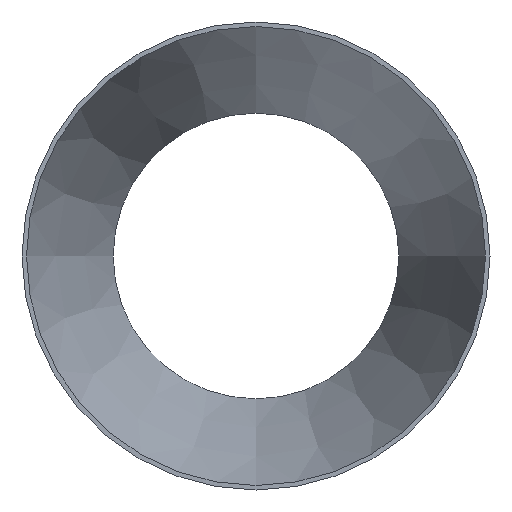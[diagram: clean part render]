
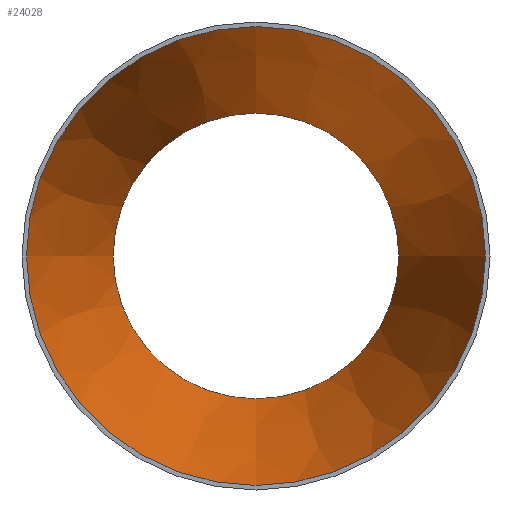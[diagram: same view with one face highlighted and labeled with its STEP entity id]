
A CAD part, front view. The second image highlights one B-rep face of the part: STEP entity #24028.
In plain terms, the highlighted conical face has half-angle 16.453 degrees and reference radius 158.822 mm.
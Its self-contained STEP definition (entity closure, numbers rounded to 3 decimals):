
#547 = CARTESIAN_POINT ( 'NONE',  ( 0., 0., -158.822 ) ) ;
#2500 = DIRECTION ( 'NONE',  ( 0., 0., -1. ) ) ;
#2688 = CARTESIAN_POINT ( 'NONE',  ( 0., 203., -98.872 ) ) ;
#2977 = CIRCLE ( 'NONE', #30284, 98.872 ) ;
#3147 = FACE_BOUND ( 'NONE', #23212, .T. ) ;
#8522 = DIRECTION ( 'NONE',  ( 0., -1., 0. ) ) ;
#15842 = FACE_OUTER_BOUND ( 'NONE', #33017, .T. ) ;
#16575 = VERTEX_POINT ( 'NONE', #2688 ) ;
#17753 = DIRECTION ( 'NONE',  ( 0., 0., -1. ) ) ;
#19188 = DIRECTION ( 'NONE',  ( 0., 0., -1. ) ) ;
#21977 = ORIENTED_EDGE ( 'NONE', *, *, #31005, .T. ) ;
#23212 = EDGE_LOOP ( 'NONE', ( #39708 ) ) ;
#24028 = ADVANCED_FACE ( 'NONE', ( #3147, #15842 ), #28864, .F. ) ;
#25453 = DIRECTION ( 'NONE',  ( 0., -1., 0. ) ) ;
#25588 = CIRCLE ( 'NONE', #36884, 158.822 ) ;
#27517 = AXIS2_PLACEMENT_3D ( 'NONE', #28582, #25453, #19188 ) ;
#28582 = CARTESIAN_POINT ( 'NONE',  ( 0., 0., 0. ) ) ;
#28864 = CONICAL_SURFACE ( 'NONE', #27517, 158.822, 0.287 ) ;
#30284 = AXIS2_PLACEMENT_3D ( 'NONE', #33627, #30718, #17753 ) ;
#30718 = DIRECTION ( 'NONE',  ( 0., -1., 0. ) ) ;
#31005 = EDGE_CURVE ( 'NONE', #41058, #41058, #25588, .T. ) ;
#31285 = CARTESIAN_POINT ( 'NONE',  ( 0., 0., 0. ) ) ;
#33017 = EDGE_LOOP ( 'NONE', ( #21977 ) ) ;
#33627 = CARTESIAN_POINT ( 'NONE',  ( 0., 203., 0. ) ) ;
#36884 = AXIS2_PLACEMENT_3D ( 'NONE', #31285, #8522, #2500 ) ;
#37238 = EDGE_CURVE ( 'NONE', #16575, #16575, #2977, .T. ) ;
#39708 = ORIENTED_EDGE ( 'NONE', *, *, #37238, .F. ) ;
#41058 = VERTEX_POINT ( 'NONE', #547 ) ;
